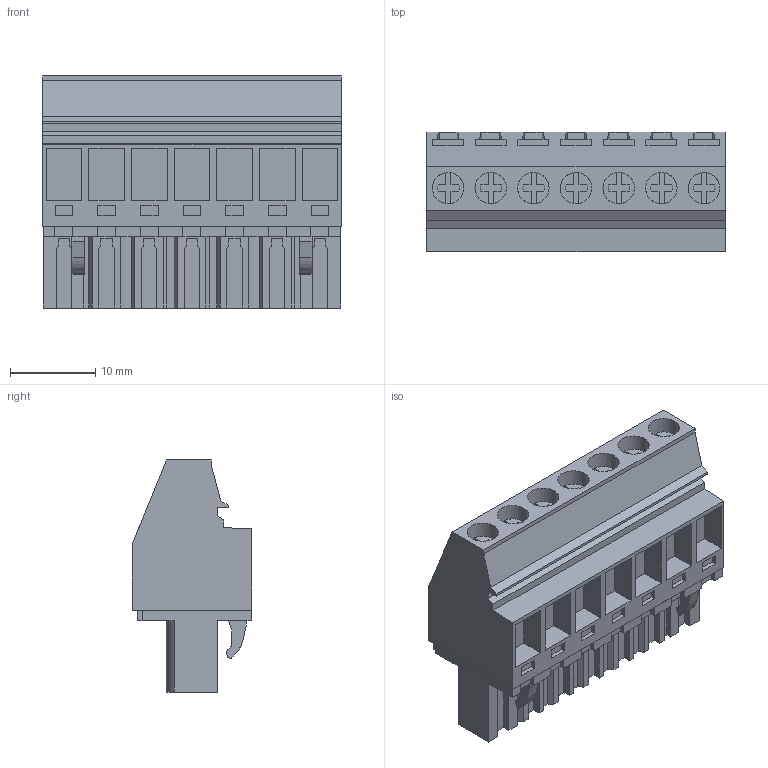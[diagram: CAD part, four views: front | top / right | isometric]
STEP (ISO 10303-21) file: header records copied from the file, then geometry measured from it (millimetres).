
FILE_DESCRIPTION(('CATIA V5 STEP Exchange','CAx-IF Rec.Pracs.--- Model Styling and Organization---1.2---2011-12-15'),'2;1');
FILE_NAME ('D1460455_0_1958820000_1958820000.stp','2017-09-20T15:28:30+00:00',('none'),('Weidmueller'),'CATIA Version 5-6 Release 2014','CATIA V5 STEP AP214','none');
FILE_SCHEMA(('AUTOMOTIVE_DESIGN { 1 0 10303 214 1 1 1 1 }'));
Length unit declared in the file: millimetre
Products named in the file (1): 1958820000
Bounding box: 35 x 14.05 x 27.2 mm (x, y, z)
Volume: 7985.9 mm3; surface area: 4921.4 mm2
Topology: 8 solids, 8 shells, 473 faces, 1302 edges, 874 vertices
Faces by surface type: plane 402, cylinder 61, extrusion 10
Entity records: 14078 total; most frequent: CARTESIAN_POINT 2682, ORIENTED_EDGE 2604, DIRECTION 1882, EDGE_CURVE 1302, VECTOR 1134, LINE 1124, VERTEX_POINT 874, EDGE_LOOP 502
